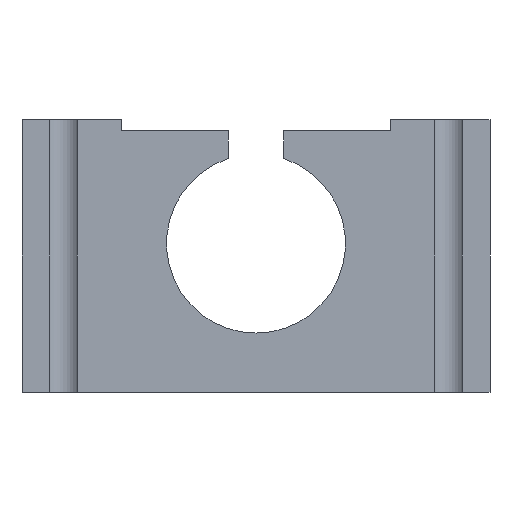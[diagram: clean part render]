
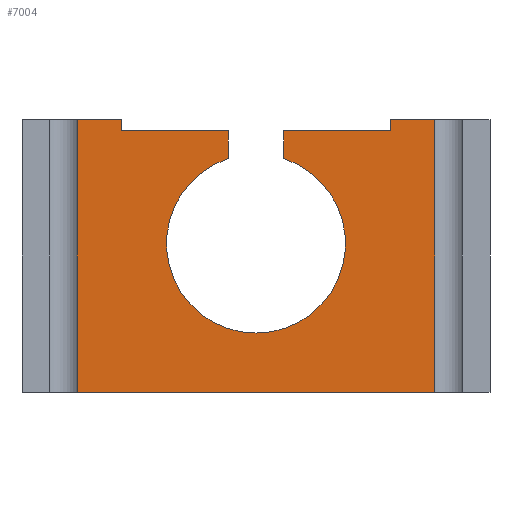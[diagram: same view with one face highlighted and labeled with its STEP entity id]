
A CAD part, front view. The second image highlights one B-rep face of the part: STEP entity #7004.
In plain terms, the highlighted planar face has unit normal (0, -1, 0).
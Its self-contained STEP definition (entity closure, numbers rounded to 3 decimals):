
#314 = VERTEX_POINT ( 'NONE', #6435 ) ;
#335 = ORIENTED_EDGE ( 'NONE', *, *, #9700, .F. ) ;
#488 = CARTESIAN_POINT ( 'NONE',  ( 39.852, -81.293, 49.5 ) ) ;
#558 = VECTOR ( 'NONE', #2832, 1000. ) ;
#620 = DIRECTION ( 'NONE',  ( 0., 0., -1. ) ) ;
#712 = CARTESIAN_POINT ( 'NONE',  ( -17.148, -81.293, 49.5 ) ) ;
#747 = EDGE_CURVE ( 'NONE', #5611, #3529, #6219, .T. ) ;
#915 = DIRECTION ( 'NONE',  ( 0., 0., -1. ) ) ;
#964 = ORIENTED_EDGE ( 'NONE', *, *, #13455, .F. ) ;
#1029 = EDGE_CURVE ( 'NONE', #314, #13425, #13040, .T. ) ;
#1134 = VERTEX_POINT ( 'NONE', #8984 ) ;
#1721 = EDGE_CURVE ( 'NONE', #10479, #11007, #8584, .T. ) ;
#1770 = CARTESIAN_POINT ( 'NONE',  ( 2.352, -81.293, 47.5 ) ) ;
#1899 = CARTESIAN_POINT ( 'NONE',  ( 31.852, -81.293, 49.5 ) ) ;
#2150 = VECTOR ( 'NONE', #15658, 1000. ) ;
#2411 = DIRECTION ( 'NONE',  ( 0., 0., -1. ) ) ;
#2475 = LINE ( 'NONE', #16189, #558 ) ;
#2546 = DIRECTION ( 'NONE',  ( 0., 1., 0. ) ) ;
#2590 = CARTESIAN_POINT ( 'NONE',  ( -17.148, -81.293, 47.5 ) ) ;
#2778 = FACE_OUTER_BOUND ( 'NONE', #11444, .T. ) ;
#2832 = DIRECTION ( 'NONE',  ( 0., 0., 1. ) ) ;
#2922 = EDGE_CURVE ( 'NONE', #13353, #5611, #2475, .T. ) ;
#3087 = DIRECTION ( 'NONE',  ( 0., 0., -1. ) ) ;
#3105 = VECTOR ( 'NONE', #12619, 1000. ) ;
#3225 = CARTESIAN_POINT ( 'NONE',  ( 12.352, -81.293, 42.462 ) ) ;
#3407 = VERTEX_POINT ( 'NONE', #15250 ) ;
#3529 = VERTEX_POINT ( 'NONE', #10738 ) ;
#3531 = ORIENTED_EDGE ( 'NONE', *, *, #4143, .T. ) ;
#3927 = CARTESIAN_POINT ( 'NONE',  ( -25.148, -81.293, 49.5 ) ) ;
#4010 = LINE ( 'NONE', #3927, #10061 ) ;
#4143 = EDGE_CURVE ( 'NONE', #13425, #13353, #15897, .T. ) ;
#4206 = VECTOR ( 'NONE', #3087, 1000. ) ;
#4576 = CARTESIAN_POINT ( 'NONE',  ( -20.148, -81.293, 0. ) ) ;
#4649 = VECTOR ( 'NONE', #915, 1000. ) ;
#4682 = ORIENTED_EDGE ( 'NONE', *, *, #1029, .T. ) ;
#4748 = CARTESIAN_POINT ( 'NONE',  ( -17.148, -81.293, 49.5 ) ) ;
#4772 = DIRECTION ( 'NONE',  ( -1., 0., 0. ) ) ;
#4894 = EDGE_CURVE ( 'NONE', #11007, #3407, #8795, .T. ) ;
#5119 = CARTESIAN_POINT ( 'NONE',  ( 31.852, -81.293, 49.5 ) ) ;
#5127 = ORIENTED_EDGE ( 'NONE', *, *, #13987, .T. ) ;
#5221 = AXIS2_PLACEMENT_3D ( 'NONE', #9537, #6555, #2411 ) ;
#5470 = EDGE_CURVE ( 'NONE', #8527, #15609, #12799, .T. ) ;
#5489 = CARTESIAN_POINT ( 'NONE',  ( 34.852, -81.293, 49.5 ) ) ;
#5611 = VERTEX_POINT ( 'NONE', #4748 ) ;
#5760 = CIRCLE ( 'NONE', #15833, 16.25 ) ;
#5792 = VECTOR ( 'NONE', #13784, 1000. ) ;
#5913 = CARTESIAN_POINT ( 'NONE',  ( 31.852, -81.293, 47.5 ) ) ;
#6086 = DIRECTION ( 'NONE',  ( -1., 0., 0. ) ) ;
#6093 = CARTESIAN_POINT ( 'NONE',  ( 2.352, -81.293, 42.462 ) ) ;
#6219 = LINE ( 'NONE', #712, #6440 ) ;
#6435 = CARTESIAN_POINT ( 'NONE',  ( 2.352, -81.293, 42.462 ) ) ;
#6440 = VECTOR ( 'NONE', #4772, 1000. ) ;
#6555 = DIRECTION ( 'NONE',  ( 0., -1., 0. ) ) ;
#6875 = EDGE_CURVE ( 'NONE', #9601, #10479, #13700, .T. ) ;
#6968 = ORIENTED_EDGE ( 'NONE', *, *, #2922, .T. ) ;
#7004 = ADVANCED_FACE ( 'NONE', ( #2778 ), #9358, .T. ) ;
#7655 = CARTESIAN_POINT ( 'NONE',  ( 7.352, -81.293, 27. ) ) ;
#7756 = EDGE_CURVE ( 'NONE', #3407, #11592, #9216, .T. ) ;
#7767 = AXIS2_PLACEMENT_3D ( 'NONE', #7655, #14172, #620 ) ;
#8020 = EDGE_CURVE ( 'NONE', #1134, #314, #15542, .T. ) ;
#8527 = VERTEX_POINT ( 'NONE', #16727 ) ;
#8584 = LINE ( 'NONE', #1899, #4206 ) ;
#8795 = LINE ( 'NONE', #5913, #12219 ) ;
#8984 = CARTESIAN_POINT ( 'NONE',  ( 7.352, -81.293, 10.75 ) ) ;
#9130 = CARTESIAN_POINT ( 'NONE',  ( 2.352, -81.293, 47.5 ) ) ;
#9132 = CARTESIAN_POINT ( 'NONE',  ( 39.852, -81.293, 0. ) ) ;
#9216 = LINE ( 'NONE', #13286, #4649 ) ;
#9358 = PLANE ( 'NONE',  #5221 ) ;
#9405 = CARTESIAN_POINT ( 'NONE',  ( 7.352, -81.293, 27. ) ) ;
#9537 = CARTESIAN_POINT ( 'NONE',  ( 7.352, -81.293, 27. ) ) ;
#9601 = VERTEX_POINT ( 'NONE', #488 ) ;
#9700 = EDGE_CURVE ( 'NONE', #8527, #3529, #4010, .T. ) ;
#9853 = ORIENTED_EDGE ( 'NONE', *, *, #747, .T. ) ;
#10061 = VECTOR ( 'NONE', #13323, 1000. ) ;
#10246 = ORIENTED_EDGE ( 'NONE', *, *, #4894, .T. ) ;
#10479 = VERTEX_POINT ( 'NONE', #5119 ) ;
#10491 = DIRECTION ( 'NONE',  ( 0., 0., -1. ) ) ;
#10574 = DIRECTION ( 'NONE',  ( -1., 0., 0. ) ) ;
#10676 = VECTOR ( 'NONE', #16575, 1000. ) ;
#10738 = CARTESIAN_POINT ( 'NONE',  ( -25.148, -81.293, 49.5 ) ) ;
#11007 = VERTEX_POINT ( 'NONE', #11230 ) ;
#11230 = CARTESIAN_POINT ( 'NONE',  ( 31.852, -81.293, 47.5 ) ) ;
#11264 = ORIENTED_EDGE ( 'NONE', *, *, #8020, .T. ) ;
#11335 = LINE ( 'NONE', #16835, #10676 ) ;
#11444 = EDGE_LOOP ( 'NONE', ( #14671, #10246, #17169, #5127, #11264, #4682, #3531, #6968, #9853, #335, #14673, #964, #14640 ) ) ;
#11592 = VERTEX_POINT ( 'NONE', #3225 ) ;
#11918 = VECTOR ( 'NONE', #10574, 1000. ) ;
#12219 = VECTOR ( 'NONE', #6086, 1000. ) ;
#12619 = DIRECTION ( 'NONE',  ( 1., 0., 0. ) ) ;
#12799 = LINE ( 'NONE', #4576, #3105 ) ;
#13040 = LINE ( 'NONE', #6093, #2150 ) ;
#13286 = CARTESIAN_POINT ( 'NONE',  ( 12.352, -81.293, 47.5 ) ) ;
#13323 = DIRECTION ( 'NONE',  ( 0., 0., 1. ) ) ;
#13353 = VERTEX_POINT ( 'NONE', #2590 ) ;
#13425 = VERTEX_POINT ( 'NONE', #1770 ) ;
#13455 = EDGE_CURVE ( 'NONE', #9601, #15609, #11335, .T. ) ;
#13700 = LINE ( 'NONE', #5489, #5792 ) ;
#13784 = DIRECTION ( 'NONE',  ( -1., 0., 0. ) ) ;
#13987 = EDGE_CURVE ( 'NONE', #11592, #1134, #5760, .T. ) ;
#14172 = DIRECTION ( 'NONE',  ( 0., 1., 0. ) ) ;
#14640 = ORIENTED_EDGE ( 'NONE', *, *, #6875, .T. ) ;
#14671 = ORIENTED_EDGE ( 'NONE', *, *, #1721, .T. ) ;
#14673 = ORIENTED_EDGE ( 'NONE', *, *, #5470, .T. ) ;
#15250 = CARTESIAN_POINT ( 'NONE',  ( 12.352, -81.293, 47.5 ) ) ;
#15542 = CIRCLE ( 'NONE', #7767, 16.25 ) ;
#15609 = VERTEX_POINT ( 'NONE', #9132 ) ;
#15658 = DIRECTION ( 'NONE',  ( 0., 0., 1. ) ) ;
#15833 = AXIS2_PLACEMENT_3D ( 'NONE', #9405, #2546, #10491 ) ;
#15897 = LINE ( 'NONE', #9130, #11918 ) ;
#16189 = CARTESIAN_POINT ( 'NONE',  ( -17.148, -81.293, 47.5 ) ) ;
#16575 = DIRECTION ( 'NONE',  ( 0., 0., -1. ) ) ;
#16727 = CARTESIAN_POINT ( 'NONE',  ( -25.148, -81.293, 0. ) ) ;
#16835 = CARTESIAN_POINT ( 'NONE',  ( 39.852, -81.293, 0. ) ) ;
#17169 = ORIENTED_EDGE ( 'NONE', *, *, #7756, .T. ) ;
